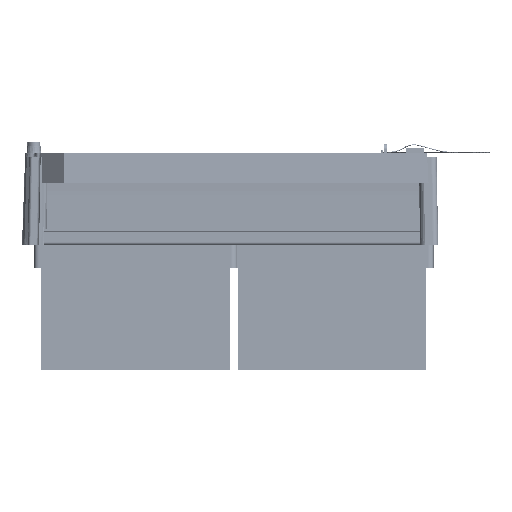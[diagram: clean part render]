
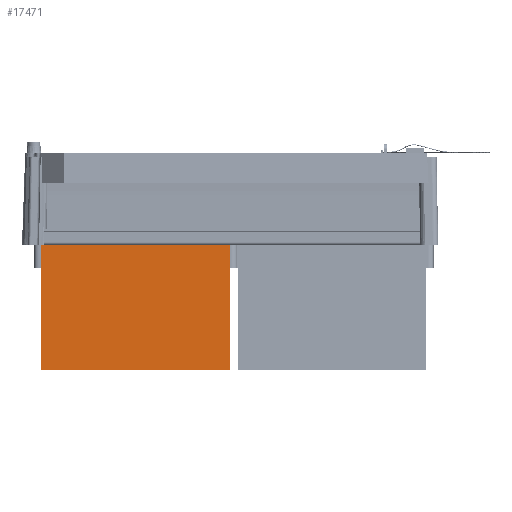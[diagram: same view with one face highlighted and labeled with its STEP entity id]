
A CAD part, left-side view. The second image highlights one B-rep face of the part: STEP entity #17471.
In plain terms, the highlighted planar face has unit normal (-1, 0, 0).
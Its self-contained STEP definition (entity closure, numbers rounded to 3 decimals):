
#2953=DIRECTION('',(0.,-1.,0.));
#2954=VECTOR('',#2953,69.);
#2955=CARTESIAN_POINT('',(-135.1,20.3,-52.05));
#2956=LINE('',#2955,#2954);
#4288=DIRECTION('',(0.,0.,1.));
#4289=VECTOR('',#4288,104.1);
#4290=CARTESIAN_POINT('',(-135.1,-48.7,-52.05));
#4291=LINE('',#4290,#4289);
#4928=DIRECTION('',(0.,0.,-1.));
#4929=VECTOR('',#4928,104.1);
#4930=CARTESIAN_POINT('',(-135.1,20.3,52.05));
#4931=LINE('',#4930,#4929);
#5012=DIRECTION('',(0.,-1.,0.));
#5013=VECTOR('',#5012,69.);
#5014=CARTESIAN_POINT('',(-135.1,20.3,52.05));
#5015=LINE('',#5014,#5013);
#12207=CARTESIAN_POINT('',(-135.1,20.3,-52.05));
#12209=VERTEX_POINT('',#12207);
#12260=CARTESIAN_POINT('',(-135.1,20.3,52.05));
#12261=VERTEX_POINT('',#12260);
#12310=CARTESIAN_POINT('',(-135.1,-48.7,-52.05));
#12311=CARTESIAN_POINT('',(-135.1,-48.7,52.05));
#12312=VERTEX_POINT('',#12310);
#12313=VERTEX_POINT('',#12311);
#17460=CARTESIAN_POINT('',(-135.1,1.,48.95));
#17461=DIRECTION('',(-1.,0.,0.));
#17462=DIRECTION('',(0.,0.,1.));
#17463=AXIS2_PLACEMENT_3D('',#17460,#17461,#17462);
#17464=PLANE('',#17463);
#17465=ORIENTED_EDGE('',*,*,#17399,.F.);
#17466=ORIENTED_EDGE('',*,*,#16656,.T.);
#17467=ORIENTED_EDGE('',*,*,#16819,.F.);
#17468=ORIENTED_EDGE('',*,*,#16102,.F.);
#17469=EDGE_LOOP('',(#17465,#17466,#17467,#17468));
#17470=FACE_OUTER_BOUND('',#17469,.F.);
#17471=ADVANCED_FACE('',(#17470),#17464,.T.);
#16102=EDGE_CURVE('',#12209,#12312,#2956,.T.);
#16656=EDGE_CURVE('',#12261,#12313,#5015,.T.);
#16819=EDGE_CURVE('',#12312,#12313,#4291,.T.);
#17399=EDGE_CURVE('',#12261,#12209,#4931,.T.);
